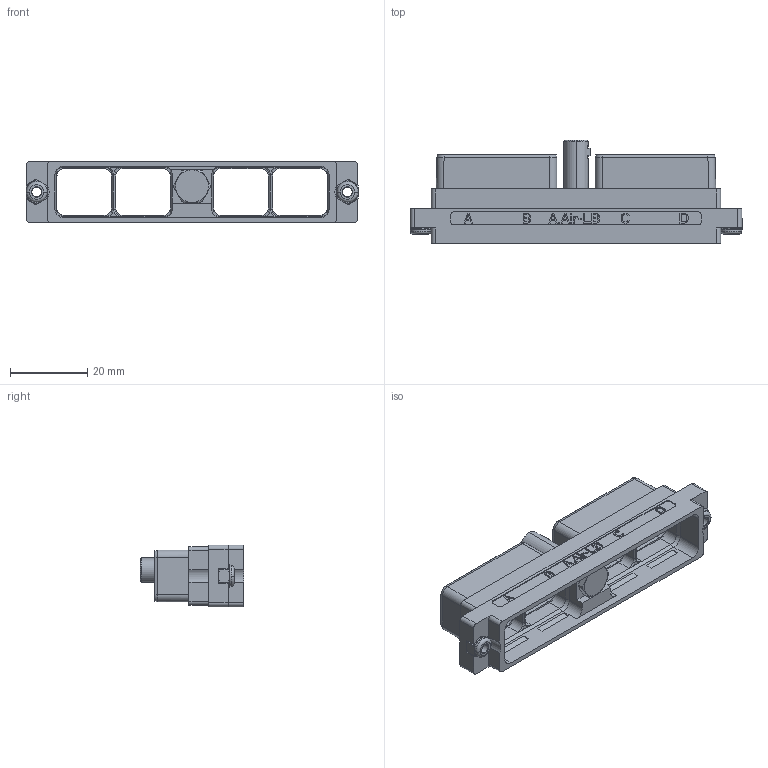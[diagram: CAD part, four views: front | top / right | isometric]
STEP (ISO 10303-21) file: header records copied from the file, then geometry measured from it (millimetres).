
FILE_DESCRIPTION((''),'2;1');
FILE_NAME('SIM2B83KG','2019-09-13T',('presta_be4'),(''),'PRO/ENGINEER BY PARAMETRIC TECHNOLOGY CORPORATION, 2014310','PRO/ENGINEER BY PARAMETRIC TECHNOLOGY CORPORATION, 2014310','');
FILE_SCHEMA(('CONFIG_CONTROL_DESIGN'));
Length unit declared in the file: millimetre
Products named in the file (1): SIM2B83KG
Bounding box: 86 x 26.71 x 15.93 mm (x, y, z)
Volume: 7421 mm3; surface area: 11370.7 mm2
Topology: 1 solids, 1 shells, 954 faces, 2591 edges, 1684 vertices
Faces by surface type: plane 691, cylinder 129, cone 94, torus 36, bspline 4
Entity records: 34014 total; most frequent: CARTESIAN_POINT 9884, ORIENTED_EDGE 5178, DIRECTION 4722, EDGE_CURVE 2589, VECTOR 2038, LINE 2038, VERTEX_POINT 1684, AXIS2_PLACEMENT_3D 1342
